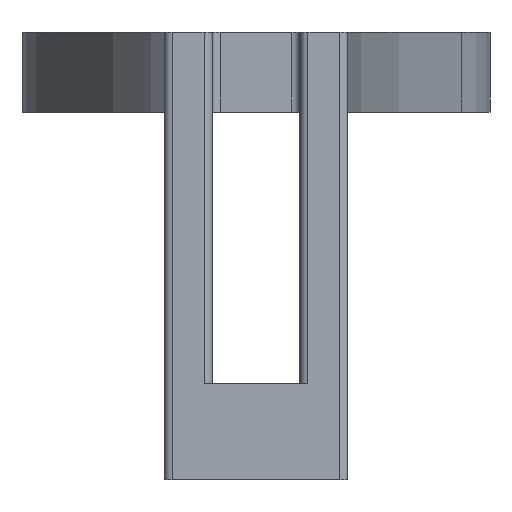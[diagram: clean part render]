
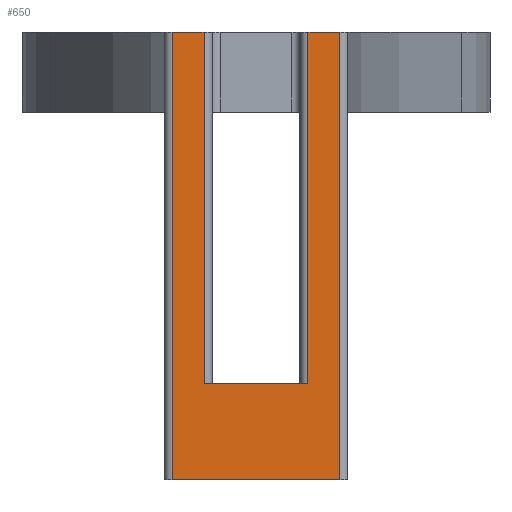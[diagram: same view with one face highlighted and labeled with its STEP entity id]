
A CAD part, left-side view. The second image highlights one B-rep face of the part: STEP entity #650.
In plain terms, the highlighted planar face has unit normal (-1, 0, 0).
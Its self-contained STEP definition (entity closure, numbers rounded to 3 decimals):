
#17=PLANE('',#692);
#35=FACE_OUTER_BOUND('',#69,.T.);
#69=EDGE_LOOP('',(#449,#450,#451,#452,#453,#454,#455,#456));
#110=LINE('',#1000,#172);
#112=LINE('',#1006,#174);
#113=LINE('',#1008,#175);
#114=LINE('',#1010,#176);
#115=LINE('',#1012,#177);
#116=LINE('',#1014,#178);
#117=LINE('',#1016,#179);
#118=LINE('',#1017,#180);
#172=VECTOR('',#787,28.);
#174=VECTOR('',#793,2.);
#175=VECTOR('',#794,22.);
#176=VECTOR('',#795,6.5);
#177=VECTOR('',#796,22.);
#178=VECTOR('',#797,2.);
#179=VECTOR('',#798,28.);
#180=VECTOR('',#799,10.5);
#274=VERTEX_POINT('',#997);
#275=VERTEX_POINT('',#999);
#277=VERTEX_POINT('',#1005);
#278=VERTEX_POINT('',#1007);
#279=VERTEX_POINT('',#1009);
#280=VERTEX_POINT('',#1011);
#281=VERTEX_POINT('',#1013);
#282=VERTEX_POINT('',#1015);
#343=EDGE_CURVE('',#274,#275,#110,.T.);
#346=EDGE_CURVE('',#277,#274,#112,.T.);
#347=EDGE_CURVE('',#278,#277,#113,.T.);
#348=EDGE_CURVE('',#279,#278,#114,.T.);
#349=EDGE_CURVE('',#280,#279,#115,.T.);
#350=EDGE_CURVE('',#281,#280,#116,.T.);
#351=EDGE_CURVE('',#282,#281,#117,.T.);
#352=EDGE_CURVE('',#275,#282,#118,.T.);
#449=ORIENTED_EDGE('',*,*,#343,.F.);
#450=ORIENTED_EDGE('',*,*,#346,.F.);
#451=ORIENTED_EDGE('',*,*,#347,.F.);
#452=ORIENTED_EDGE('',*,*,#348,.F.);
#453=ORIENTED_EDGE('',*,*,#349,.F.);
#454=ORIENTED_EDGE('',*,*,#350,.F.);
#455=ORIENTED_EDGE('',*,*,#351,.F.);
#456=ORIENTED_EDGE('',*,*,#352,.F.);
#650=ADVANCED_FACE('',(#35),#17,.T.);
#692=AXIS2_PLACEMENT_3D('',#1004,#791,#792);
#787=DIRECTION('',(0.,0.,-1.));
#791=DIRECTION('center_axis',(-1.,0.,0.));
#792=DIRECTION('ref_axis',(0.,-1.,0.));
#793=DIRECTION('',(0.,-1.,0.));
#794=DIRECTION('',(0.,0.,1.));
#795=DIRECTION('',(0.,-1.,0.));
#796=DIRECTION('',(0.,0.,-1.));
#797=DIRECTION('',(0.,-1.,0.));
#798=DIRECTION('',(0.,0.,1.));
#799=DIRECTION('',(0.,1.,0.));
#997=CARTESIAN_POINT('',(0.,-8.,25.));
#999=CARTESIAN_POINT('',(0.,-8.,-3.));
#1000=CARTESIAN_POINT('',(0.,-8.,0.));
#1004=CARTESIAN_POINT('Origin',(0.,3.,0.));
#1005=CARTESIAN_POINT('',(0.,-6.,25.));
#1006=CARTESIAN_POINT('',(0.,-5.5,25.));
#1007=CARTESIAN_POINT('',(0.,-6.,3.));
#1008=CARTESIAN_POINT('',(0.,-6.,0.));
#1009=CARTESIAN_POINT('',(0.,0.5,3.));
#1010=CARTESIAN_POINT('',(0.,0.125,3.));
#1011=CARTESIAN_POINT('',(0.,0.5,25.));
#1012=CARTESIAN_POINT('',(0.,0.5,0.));
#1013=CARTESIAN_POINT('',(0.,2.5,25.));
#1014=CARTESIAN_POINT('',(0.,3.,25.));
#1015=CARTESIAN_POINT('',(0.,2.5,-3.));
#1016=CARTESIAN_POINT('',(0.,2.5,0.));
#1017=CARTESIAN_POINT('',(0.,3.,-3.));
